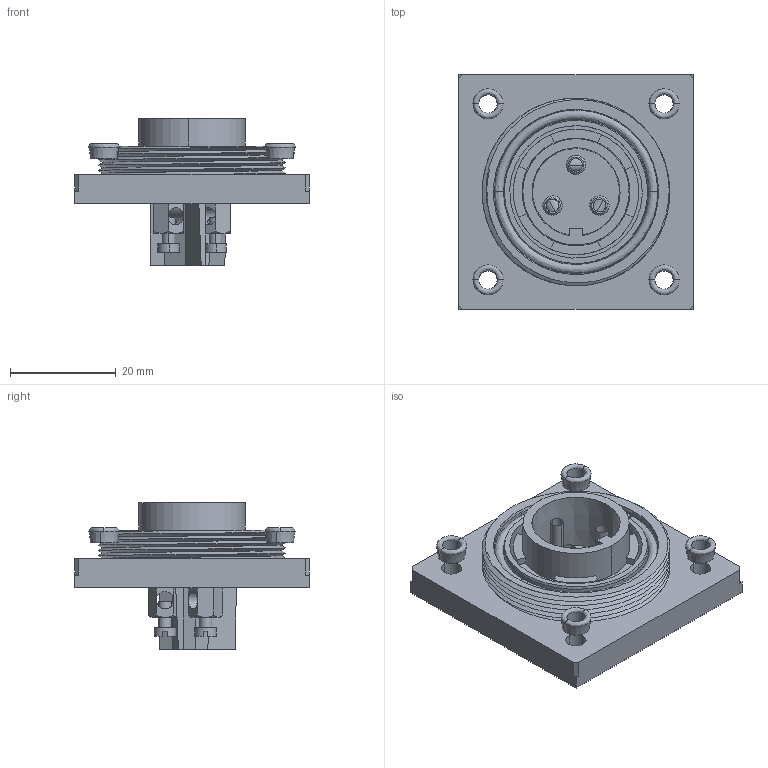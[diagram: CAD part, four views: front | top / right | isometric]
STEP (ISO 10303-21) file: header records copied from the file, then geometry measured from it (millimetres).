
FILE_DESCRIPTION(('STEP AP242'),'1');
FILE_NAME('px0765-p.stp','2023-09-05T08:46:40',('TraceParts'),('TraceParts S.A.'),'Spatial InterOp 3D',' ',' ');
FILE_SCHEMA(('AP242_MANAGED_MODEL_BASED_3D_ENGINEERING_MIM_LF {1 0 10303 442 1 1 4}'));
Length unit declared in the file: millimetre
Products named in the file (1): px0765-p_1
Bounding box: 44.45 x 44.45 x 27.74 mm (x, y, z)
Volume: 15251.6 mm3; surface area: 12767.7 mm2
Topology: 8 solids, 8 shells, 342 faces, 1016 edges, 702 vertices
Faces by surface type: plane 139, cylinder 102, cone 73, bspline 28
Entity records: 21837 total; most frequent: CARTESIAN_POINT 9198, ORIENTED_EDGE 2032, DIRECTION 1957, EDGE_CURVE 1016, AXIS2_PLACEMENT_3D 759, VERTEX_POINT 702, PRESENTATION_STYLE_ASSIGNMENT 540, COLOUR_RGB 540
